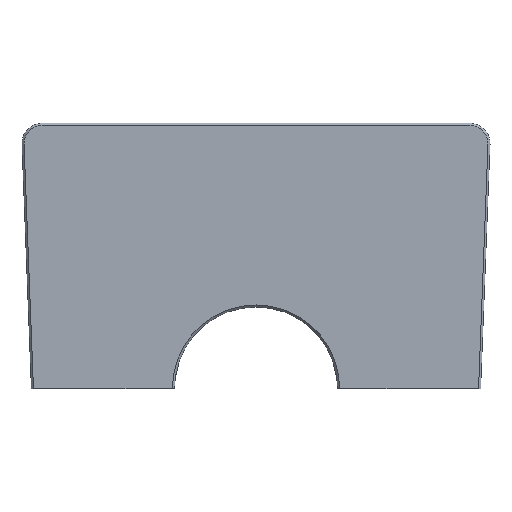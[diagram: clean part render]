
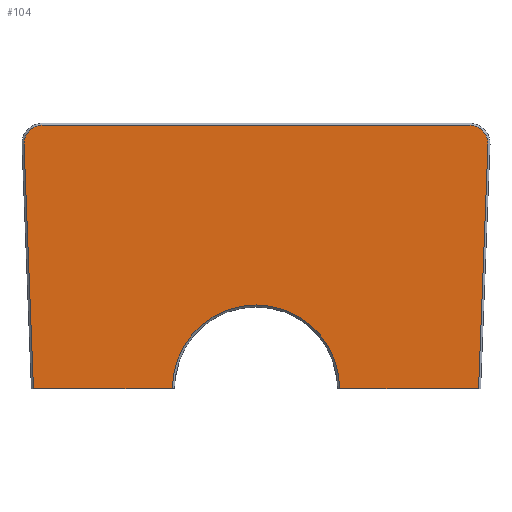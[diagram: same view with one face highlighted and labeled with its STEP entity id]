
A CAD part, top view. The second image highlights one B-rep face of the part: STEP entity #104.
In plain terms, the highlighted planar face has unit normal (0, 0, 1).
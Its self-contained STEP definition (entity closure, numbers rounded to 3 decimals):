
#104 = ADVANCED_FACE( '', ( #164 ), #165, .T. );
#164 = FACE_OUTER_BOUND( '', #224, .T. );
#165 = PLANE( '', #225 );
#224 = EDGE_LOOP( '', ( #457, #458, #459, #460, #461, #462, #463, #464 ) );
#225 = AXIS2_PLACEMENT_3D( '', #465, #466, #467 );
#457 = ORIENTED_EDGE( '', *, *, #470, .F. );
#458 = ORIENTED_EDGE( '', *, *, #539, .T. );
#459 = ORIENTED_EDGE( '', *, *, #541, .T. );
#460 = ORIENTED_EDGE( '', *, *, #542, .T. );
#461 = ORIENTED_EDGE( '', *, *, #519, .T. );
#462 = ORIENTED_EDGE( '', *, *, #517, .T. );
#463 = ORIENTED_EDGE( '', *, *, #514, .F. );
#464 = ORIENTED_EDGE( '', *, *, #543, .T. );
#465 = CARTESIAN_POINT( '', ( 0., -65., 10. ) );
#466 = DIRECTION( '', ( 0., 0., 1. ) );
#467 = DIRECTION( '', ( 0., -1., 0. ) );
#470 = EDGE_CURVE( '', #547, #549, #550, .T. );
#514 = EDGE_CURVE( '', #625, #626, #627, .T. );
#517 = EDGE_CURVE( '', #630, #626, #631, .T. );
#519 = EDGE_CURVE( '', #633, #630, #634, .T. );
#539 = EDGE_CURVE( '', #547, #660, #662, .T. );
#541 = EDGE_CURVE( '', #660, #663, #665, .T. );
#542 = EDGE_CURVE( '', #663, #633, #666, .T. );
#543 = EDGE_CURVE( '', #625, #549, #667, .F. );
#547 = VERTEX_POINT( '', #672 );
#549 = VERTEX_POINT( '', #675 );
#550 = LINE( '', #676, #677 );
#625 = VERTEX_POINT( '', #785 );
#626 = VERTEX_POINT( '', #786 );
#627 = LINE( '', #787, #788 );
#630 = VERTEX_POINT( '', #793 );
#631 = LINE( '', #794, #795 );
#633 = VERTEX_POINT( '', #798 );
#634 = CIRCLE( '', #799, 9. );
#660 = VERTEX_POINT( '', #840 );
#662 = LINE( '', #843, #844 );
#663 = VERTEX_POINT( '', #845 );
#665 = CIRCLE( '', #848, 9. );
#666 = LINE( '', #849, #850 );
#667 = CIRCLE( '', #851, 41. );
#672 = CARTESIAN_POINT( '', ( 108.999, -65., 10. ) );
#675 = CARTESIAN_POINT( '', ( 41., -65., 10. ) );
#676 = CARTESIAN_POINT( '', ( 110., -65., 10. ) );
#677 = VECTOR( '', #854, 1000. );
#785 = CARTESIAN_POINT( '', ( -41., -65., 10. ) );
#786 = CARTESIAN_POINT( '', ( -108.999, -65., 10. ) );
#787 = CARTESIAN_POINT( '', ( -40., -65., 10. ) );
#788 = VECTOR( '', #918, 1000. );
#793 = CARTESIAN_POINT( '', ( -113.601, 54.654, 10. ) );
#794 = CARTESIAN_POINT( '', ( -108.838, -69.186, 10. ) );
#795 = VECTOR( '', #921, 1000. );
#798 = CARTESIAN_POINT( '', ( -104.608, 64., 10. ) );
#799 = AXIS2_PLACEMENT_3D( '', #923, #924, #925 );
#840 = CARTESIAN_POINT( '', ( 113.601, 54.654, 10. ) );
#843 = CARTESIAN_POINT( '', ( 108.838, -69.186, 10. ) );
#844 = VECTOR( '', #951, 1000. );
#845 = CARTESIAN_POINT( '', ( 104.608, 64., 10. ) );
#848 = AXIS2_PLACEMENT_3D( '', #953, #954, #955 );
#849 = CARTESIAN_POINT( '', ( 0., 64., 10. ) );
#850 = VECTOR( '', #956, 1000. );
#851 = AXIS2_PLACEMENT_3D( '', #957, #958, #959 );
#854 = DIRECTION( '', ( -1., 0., 0. ) );
#918 = DIRECTION( '', ( -1., 0., 0. ) );
#921 = DIRECTION( '', ( 0.038, -0.999, 0. ) );
#923 = CARTESIAN_POINT( '', ( -104.608, 55., 10. ) );
#924 = DIRECTION( '', ( 0., 0., 1. ) );
#925 = DIRECTION( '', ( 1., 0., 0. ) );
#951 = DIRECTION( '', ( 0.038, 0.999, 0. ) );
#953 = CARTESIAN_POINT( '', ( 104.608, 55., 10. ) );
#954 = DIRECTION( '', ( 0., 0., 1. ) );
#955 = DIRECTION( '', ( 1., 0., 0. ) );
#956 = DIRECTION( '', ( -1., 0., 0. ) );
#957 = CARTESIAN_POINT( '', ( 0., -65., 10. ) );
#958 = DIRECTION( '', ( 0., 0., 1. ) );
#959 = DIRECTION( '', ( 1., 0., 0. ) );
